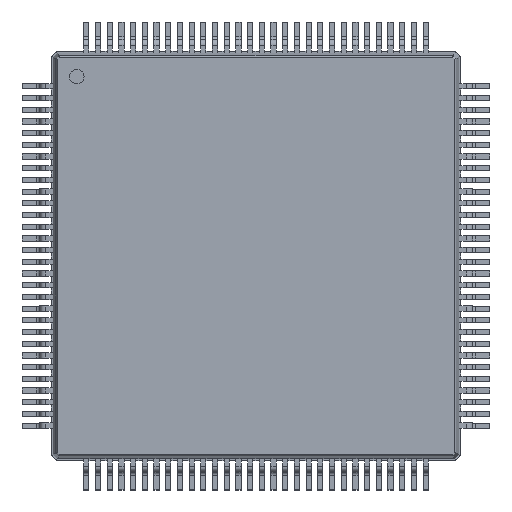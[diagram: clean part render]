
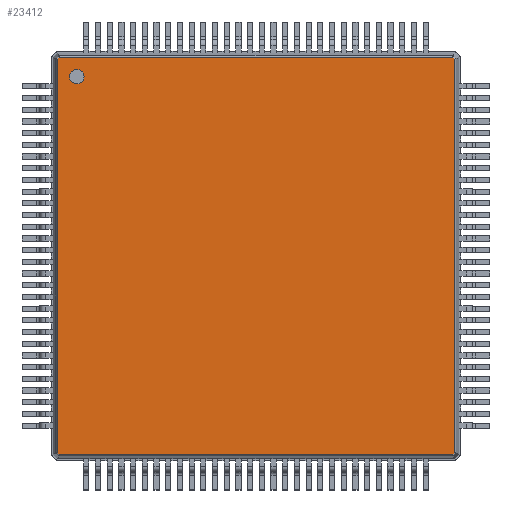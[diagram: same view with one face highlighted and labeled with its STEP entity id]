
A CAD part, top view. The second image highlights one B-rep face of the part: STEP entity #23412.
In plain terms, the highlighted planar face has unit normal (0, 0, 1).
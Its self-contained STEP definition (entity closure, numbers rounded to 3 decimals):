
#11695 = VERTEX_POINT('',#11696);
#11696 = CARTESIAN_POINT('',(6.789,6.724,1.1));
#11986 = EDGE_CURVE('',#11695,#11987,#11989,.T.);
#11987 = VERTEX_POINT('',#11988);
#11988 = CARTESIAN_POINT('',(6.789,-6.724,1.1));
#11989 = B_SPLINE_CURVE_WITH_KNOTS('',2,(#11990,#11991,#11992,#11993,
#11994),.UNSPECIFIED.,.F.,.F.,(3,1,1,3),(-0.7,
-0.04,13.52,14.18),
.UNSPECIFIED.);
#11990 = CARTESIAN_POINT('',(6.789,7.44,1.1));
#11991 = CARTESIAN_POINT('',(6.789,7.11,1.1));
#11992 = CARTESIAN_POINT('',(6.789,0.,1.1));
#11993 = CARTESIAN_POINT('',(6.789,-7.11,1.1));
#11994 = CARTESIAN_POINT('',(6.789,-7.44,1.1));
#22775 = EDGE_CURVE('',#11987,#22776,#22778,.T.);
#22776 = VERTEX_POINT('',#22777);
#22777 = CARTESIAN_POINT('',(6.724,-6.789,1.1));
#22778 = B_SPLINE_CURVE_WITH_KNOTS('',2,(#22779,#22780,#22781,#22782,
#22783),.UNSPECIFIED.,.F.,.F.,(3,1,1,3),(-0.291,
-0.04,0.167,0.418),.UNSPECIFIED.);
#22779 = CARTESIAN_POINT('',(7.007,-6.505,1.1));
#22780 = CARTESIAN_POINT('',(6.918,-6.594,1.1));
#22781 = CARTESIAN_POINT('',(6.756,-6.756,1.1));
#22782 = CARTESIAN_POINT('',(6.594,-6.918,1.1));
#22783 = CARTESIAN_POINT('',(6.505,-7.007,1.1));
#23096 = VERTEX_POINT('',#23097);
#23097 = CARTESIAN_POINT('',(6.724,6.789,1.1));
#23387 = EDGE_CURVE('',#23096,#11695,#23388,.T.);
#23388 = B_SPLINE_CURVE_WITH_KNOTS('',2,(#23389,#23390,#23391,#23392,
#23393),.UNSPECIFIED.,.F.,.F.,(3,1,1,3),(-0.291,
-0.04,0.167,0.418),.UNSPECIFIED.);
#23389 = CARTESIAN_POINT('',(6.505,7.007,1.1));
#23390 = CARTESIAN_POINT('',(6.594,6.918,1.1));
#23391 = CARTESIAN_POINT('',(6.756,6.756,1.1));
#23392 = CARTESIAN_POINT('',(6.918,6.594,1.1));
#23393 = CARTESIAN_POINT('',(7.007,6.505,1.1));
#23412 = ADVANCED_FACE('',(#23413,#23466),#23477,.T.);
#23413 = FACE_BOUND('',#23414,.T.);
#23414 = EDGE_LOOP('',(#23415,#23425,#23435,#23445,#23455,#23463,#23464,
#23465));
#23415 = ORIENTED_EDGE('',*,*,#23416,.F.);
#23416 = EDGE_CURVE('',#23417,#23096,#23419,.T.);
#23417 = VERTEX_POINT('',#23418);
#23418 = CARTESIAN_POINT('',(-6.724,6.789,1.1));
#23419 = B_SPLINE_CURVE_WITH_KNOTS('',2,(#23420,#23421,#23422,#23423,
#23424),.UNSPECIFIED.,.F.,.F.,(3,1,1,3),(-0.7,
-0.04,13.52,14.18),
.UNSPECIFIED.);
#23420 = CARTESIAN_POINT('',(-7.44,6.789,1.1));
#23421 = CARTESIAN_POINT('',(-7.11,6.789,1.1));
#23422 = CARTESIAN_POINT('',(0.,6.789,1.1));
#23423 = CARTESIAN_POINT('',(7.11,6.789,1.1));
#23424 = CARTESIAN_POINT('',(7.44,6.789,1.1));
#23425 = ORIENTED_EDGE('',*,*,#23426,.F.);
#23426 = EDGE_CURVE('',#23427,#23417,#23429,.T.);
#23427 = VERTEX_POINT('',#23428);
#23428 = CARTESIAN_POINT('',(-6.789,6.724,1.1));
#23429 = B_SPLINE_CURVE_WITH_KNOTS('',2,(#23430,#23431,#23432,#23433,
#23434),.UNSPECIFIED.,.F.,.F.,(3,1,1,3),(-0.291,
-0.04,0.167,0.418),.UNSPECIFIED.);
#23430 = CARTESIAN_POINT('',(-7.007,6.505,1.1));
#23431 = CARTESIAN_POINT('',(-6.918,6.594,1.1));
#23432 = CARTESIAN_POINT('',(-6.756,6.756,1.1));
#23433 = CARTESIAN_POINT('',(-6.594,6.918,1.1));
#23434 = CARTESIAN_POINT('',(-6.505,7.007,1.1));
#23435 = ORIENTED_EDGE('',*,*,#23436,.F.);
#23436 = EDGE_CURVE('',#23437,#23427,#23439,.T.);
#23437 = VERTEX_POINT('',#23438);
#23438 = CARTESIAN_POINT('',(-6.789,-6.724,1.1));
#23439 = B_SPLINE_CURVE_WITH_KNOTS('',2,(#23440,#23441,#23442,#23443,
#23444),.UNSPECIFIED.,.F.,.F.,(3,1,1,3),(-0.7,
-0.04,13.52,14.18),
.UNSPECIFIED.);
#23440 = CARTESIAN_POINT('',(-6.789,-7.44,1.1));
#23441 = CARTESIAN_POINT('',(-6.789,-7.11,1.1));
#23442 = CARTESIAN_POINT('',(-6.789,0.,1.1));
#23443 = CARTESIAN_POINT('',(-6.789,7.11,1.1));
#23444 = CARTESIAN_POINT('',(-6.789,7.44,1.1));
#23445 = ORIENTED_EDGE('',*,*,#23446,.F.);
#23446 = EDGE_CURVE('',#23447,#23437,#23449,.T.);
#23447 = VERTEX_POINT('',#23448);
#23448 = CARTESIAN_POINT('',(-6.724,-6.789,1.1));
#23449 = B_SPLINE_CURVE_WITH_KNOTS('',2,(#23450,#23451,#23452,#23453,
#23454),.UNSPECIFIED.,.F.,.F.,(3,1,1,3),(-0.291,
-0.04,0.167,0.418),.UNSPECIFIED.);
#23450 = CARTESIAN_POINT('',(-6.505,-7.007,1.1));
#23451 = CARTESIAN_POINT('',(-6.594,-6.918,1.1));
#23452 = CARTESIAN_POINT('',(-6.756,-6.756,1.1));
#23453 = CARTESIAN_POINT('',(-6.918,-6.594,1.1));
#23454 = CARTESIAN_POINT('',(-7.007,-6.505,1.1));
#23455 = ORIENTED_EDGE('',*,*,#23456,.F.);
#23456 = EDGE_CURVE('',#22776,#23447,#23457,.T.);
#23457 = B_SPLINE_CURVE_WITH_KNOTS('',2,(#23458,#23459,#23460,#23461,
#23462),.UNSPECIFIED.,.F.,.F.,(3,1,1,3),(-0.7,
-0.04,13.52,14.18),
.UNSPECIFIED.);
#23458 = CARTESIAN_POINT('',(7.44,-6.789,1.1));
#23459 = CARTESIAN_POINT('',(7.11,-6.789,1.1));
#23460 = CARTESIAN_POINT('',(0.,-6.789,1.1));
#23461 = CARTESIAN_POINT('',(-7.11,-6.789,1.1));
#23462 = CARTESIAN_POINT('',(-7.44,-6.789,1.1));
#23463 = ORIENTED_EDGE('',*,*,#22775,.F.);
#23464 = ORIENTED_EDGE('',*,*,#11986,.F.);
#23465 = ORIENTED_EDGE('',*,*,#23387,.F.);
#23466 = FACE_BOUND('',#23467,.T.);
#23467 = EDGE_LOOP('',(#23468));
#23468 = ORIENTED_EDGE('',*,*,#23469,.F.);
#23469 = EDGE_CURVE('',#23470,#23470,#23472,.T.);
#23470 = VERTEX_POINT('',#23471);
#23471 = CARTESIAN_POINT('',(-6.129,5.879,1.1));
#23472 = CIRCLE('',#23473,0.25);
#23473 = AXIS2_PLACEMENT_3D('',#23474,#23475,#23476);
#23474 = CARTESIAN_POINT('',(-6.129,6.129,1.1));
#23475 = DIRECTION('',(0.,0.,1.));
#23476 = DIRECTION('',(0.,-1.,0.));
#23477 = PLANE('',#23478);
#23478 = AXIS2_PLACEMENT_3D('',#23479,#23480,#23481);
#23479 = CARTESIAN_POINT('',(-6.74,6.829,1.1));
#23480 = DIRECTION('',(0.,0.,1.));
#23481 = DIRECTION('',(0.702,-0.712,0.));
